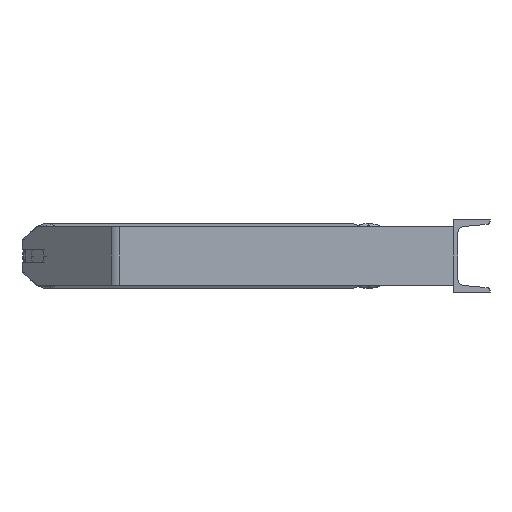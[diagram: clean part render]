
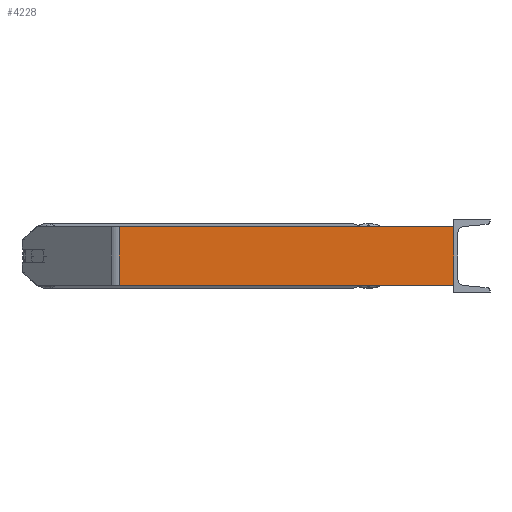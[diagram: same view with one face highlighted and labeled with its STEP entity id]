
A CAD part, left-side view. The second image highlights one B-rep face of the part: STEP entity #4228.
In plain terms, the highlighted planar face has unit normal (-1, 0, 0).
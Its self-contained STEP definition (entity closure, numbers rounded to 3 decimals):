
#53 = DIRECTION ( 'NONE',  ( 0., 0., -1. ) ) ;
#216 = DIRECTION ( 'NONE',  ( 0., -1., 0. ) ) ;
#288 = FACE_OUTER_BOUND ( 'NONE', #861, .T. ) ;
#427 = CARTESIAN_POINT ( 'NONE',  ( -885., 465.197, 40. ) ) ;
#477 = VERTEX_POINT ( 'NONE', #8602 ) ;
#658 = EDGE_CURVE ( 'NONE', #8058, #477, #4111, .T. ) ;
#861 = EDGE_LOOP ( 'NONE', ( #6486, #1521, #4758, #5763 ) ) ;
#968 = AXIS2_PLACEMENT_3D ( 'NONE', #427, #4024, #5404 ) ;
#1117 = VECTOR ( 'NONE', #3390, 1000. ) ;
#1521 = ORIENTED_EDGE ( 'NONE', *, *, #658, .F. ) ;
#2624 = DIRECTION ( 'NONE',  ( 0., -1., 0. ) ) ;
#3077 = CARTESIAN_POINT ( 'NONE',  ( -885., 465.197, -40. ) ) ;
#3090 = CARTESIAN_POINT ( 'NONE',  ( -885., 458.57, -40. ) ) ;
#3168 = LINE ( 'NONE', #5331, #7812 ) ;
#3390 = DIRECTION ( 'NONE',  ( 0., 0., -1. ) ) ;
#3520 = CARTESIAN_POINT ( 'NONE',  ( -885., 458.57, 40. ) ) ;
#3733 = LINE ( 'NONE', #3077, #4784 ) ;
#4024 = DIRECTION ( 'NONE',  ( 1., 0., 0. ) ) ;
#4109 = VERTEX_POINT ( 'NONE', #4291 ) ;
#4111 = LINE ( 'NONE', #4711, #1117 ) ;
#4129 = VERTEX_POINT ( 'NONE', #3090 ) ;
#4228 = ADVANCED_FACE ( 'NONE', ( #288 ), #8905, .F. ) ;
#4291 = CARTESIAN_POINT ( 'NONE',  ( -885., 458.57, 40. ) ) ;
#4505 = EDGE_CURVE ( 'NONE', #4109, #4129, #5615, .T. ) ;
#4525 = EDGE_CURVE ( 'NONE', #4129, #477, #3733, .T. ) ;
#4711 = CARTESIAN_POINT ( 'NONE',  ( -885., 0., 40. ) ) ;
#4741 = EDGE_CURVE ( 'NONE', #4109, #8058, #3168, .T. ) ;
#4758 = ORIENTED_EDGE ( 'NONE', *, *, #4741, .F. ) ;
#4784 = VECTOR ( 'NONE', #216, 1000. ) ;
#5331 = CARTESIAN_POINT ( 'NONE',  ( -885., 465.197, 40. ) ) ;
#5404 = DIRECTION ( 'NONE',  ( 0., 1., 0. ) ) ;
#5615 = LINE ( 'NONE', #3520, #8984 ) ;
#5763 = ORIENTED_EDGE ( 'NONE', *, *, #4505, .T. ) ;
#6486 = ORIENTED_EDGE ( 'NONE', *, *, #4525, .T. ) ;
#7812 = VECTOR ( 'NONE', #2624, 1000. ) ;
#8058 = VERTEX_POINT ( 'NONE', #8539 ) ;
#8539 = CARTESIAN_POINT ( 'NONE',  ( -885., 0., 40. ) ) ;
#8602 = CARTESIAN_POINT ( 'NONE',  ( -885., 0., -40. ) ) ;
#8905 = PLANE ( 'NONE',  #968 ) ;
#8984 = VECTOR ( 'NONE', #53, 1000. ) ;
